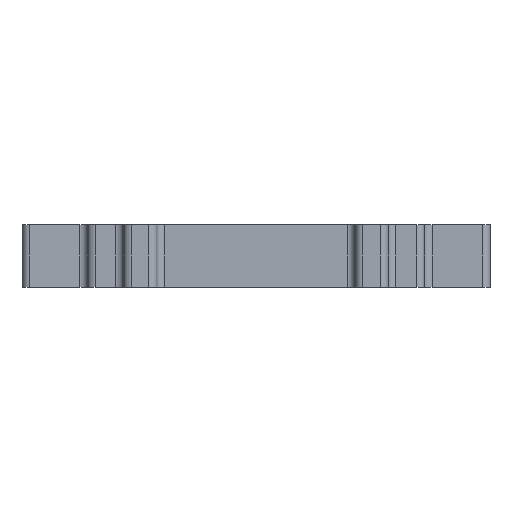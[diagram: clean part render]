
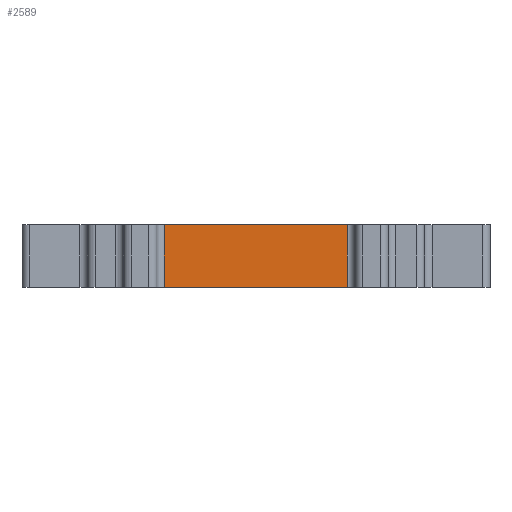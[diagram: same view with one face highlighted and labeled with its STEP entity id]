
A CAD part, front view. The second image highlights one B-rep face of the part: STEP entity #2589.
In plain terms, the highlighted planar face has unit normal (0, -1, 0).
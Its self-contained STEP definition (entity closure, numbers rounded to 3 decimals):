
#51=PLANE('',#2786);
#173=FACE_OUTER_BOUND('',#320,.T.);
#320=EDGE_LOOP('',(#2063,#2064,#2065,#2066));
#477=LINE('',#3731,#807);
#567=LINE('',#3958,#897);
#594=LINE('',#4023,#924);
#596=LINE('',#4026,#926);
#807=VECTOR('',#2995,10.);
#897=VECTOR('',#3153,10.);
#924=VECTOR('',#3216,10.);
#926=VECTOR('',#3220,10.);
#1201=VERTEX_POINT('',#3728);
#1202=VERTEX_POINT('',#3730);
#1304=VERTEX_POINT('',#3955);
#1305=VERTEX_POINT('',#3957);
#1459=EDGE_CURVE('',#1201,#1202,#477,.T.);
#1573=EDGE_CURVE('',#1304,#1305,#567,.T.);
#1607=EDGE_CURVE('',#1305,#1201,#594,.T.);
#1609=EDGE_CURVE('',#1202,#1304,#596,.T.);
#2063=ORIENTED_EDGE('',*,*,#1607,.F.);
#2064=ORIENTED_EDGE('',*,*,#1573,.F.);
#2065=ORIENTED_EDGE('',*,*,#1609,.F.);
#2066=ORIENTED_EDGE('',*,*,#1459,.F.);
#2589=ADVANCED_FACE('',(#173),#51,.F.);
#2786=AXIS2_PLACEMENT_3D('',#4025,#3218,#3219);
#2995=DIRECTION('',(-1.,0.,0.));
#3153=DIRECTION('',(1.,0.,0.));
#3216=DIRECTION('',(0.,0.,-1.));
#3218=DIRECTION('center_axis',(0.,1.,0.));
#3219=DIRECTION('ref_axis',(1.,0.,0.));
#3220=DIRECTION('',(0.,0.,1.));
#3728=CARTESIAN_POINT('',(65.515,-2.,-0.9));
#3730=CARTESIAN_POINT('',(18.115,-2.,-0.9));
#3731=CARTESIAN_POINT('',(28.983,-2.,-0.9));
#3955=CARTESIAN_POINT('',(18.115,-2.,15.2));
#3957=CARTESIAN_POINT('',(65.515,-2.,15.2));
#3958=CARTESIAN_POINT('',(28.983,-2.,15.2));
#4023=CARTESIAN_POINT('',(65.515,-2.,15.2));
#4025=CARTESIAN_POINT('Origin',(16.115,-2.,15.2));
#4026=CARTESIAN_POINT('',(18.115,-2.,15.2));
